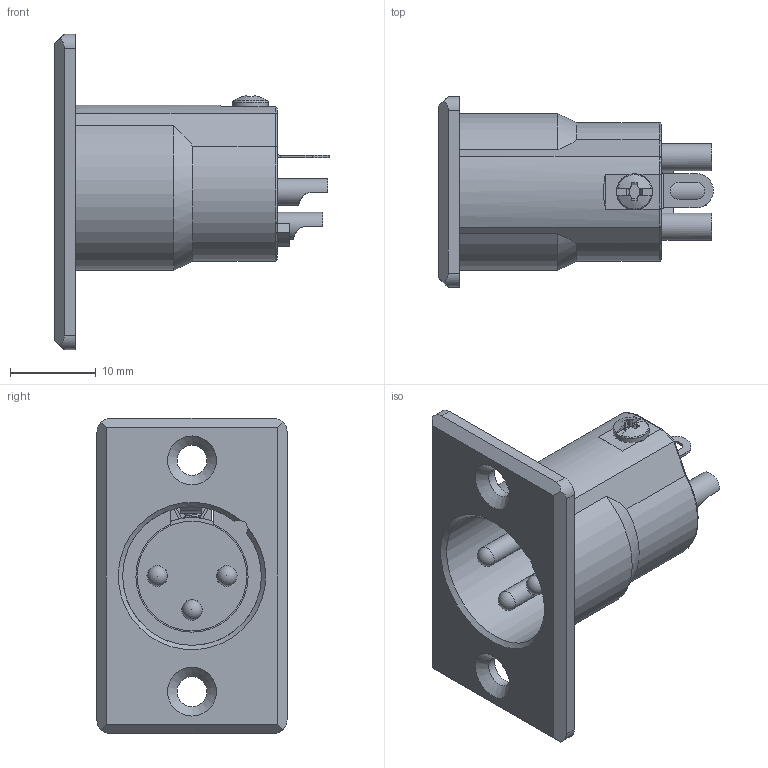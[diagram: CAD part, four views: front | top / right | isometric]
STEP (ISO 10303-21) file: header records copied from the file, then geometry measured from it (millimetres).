
FILE_DESCRIPTION((''),'2;1');
FILE_NAME('AC3MMPNZB.stp','2016-05-04T11:41:01',('minh'),(''),'Autodesk Inventor 2012','Autodesk Inventor 2012','');
FILE_SCHEMA(('AUTOMOTIVE_DESIGN { 1 0 10303 214 1 1 1 1 }'));
Length unit declared in the file: inch
Products named in the file (1): AC3MMPNZB_Shrinkwrap_1
Bounding box: 32.05 x 22.2 x 36.8 mm (x, y, z)
Surface area: 6069.9 mm2 (no closed solid volume)
Topology: 0 solids, 15 shells, 170 faces, 634 edges, 464 vertices
Faces by surface type: plane 81, cylinder 63, cone 10, torus 7, bspline 6, sphere 3
Full cylindrical faces by diameter (mm): 2.2 x3, 2.35 x3, 3.15 x3, 3.3 x3, 3.5 x2, 4.2 x1, 13.68 x1
Entity records: 7673 total; most frequent: CARTESIAN_POINT 2292, DIRECTION 1061, ORIENTED_EDGE 952, EDGE_CURVE 588, VERTEX_POINT 446, AXIS2_PLACEMENT_3D 382, VECTOR 297, LINE 297
